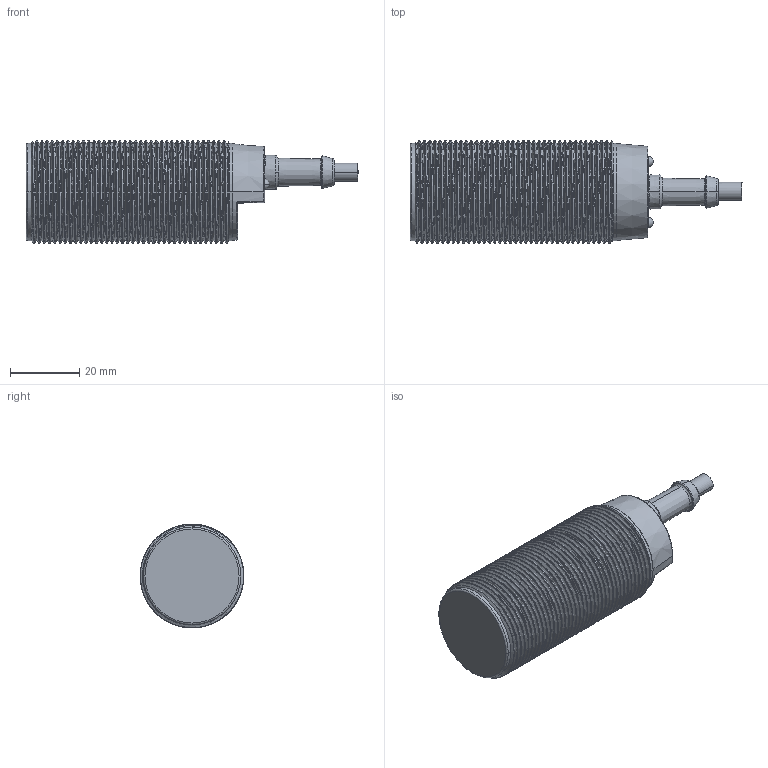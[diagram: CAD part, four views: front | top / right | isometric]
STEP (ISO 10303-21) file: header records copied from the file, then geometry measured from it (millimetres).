
FILE_DESCRIPTION((''),'2;1');
FILE_NAME('92-286_1','2024-09-04T',('Parkey.Wang'),(''),'CREO PARAMETRIC BY PTC INC, 2015480','CREO PARAMETRIC BY PTC INC, 2015480','');
FILE_SCHEMA(('CONFIG_CONTROL_DESIGN'));
Products named in the file (1): 92-286_1
Bounding box: 95.59 x 29.85 x 29.85 mm (x, y, z)
Volume: 44034.4 mm3; surface area: 12340.2 mm2
Topology: 1 solids, 1 shells, 260 faces, 727 edges, 474 vertices
Faces by surface type: cylinder 167, plane 25, bspline 22, cone 20, torus 20, sphere 6
Entity records: 70122 total; most frequent: CARTESIAN_POINT 64126, ORIENTED_EDGE 1446, DIRECTION 950, EDGE_CURVE 723, VERTEX_POINT 474, B_SPLINE_CURVE_WITH_KNOTS 379, AXIS2_PLACEMENT_3D 368, EDGE_LOOP 271
